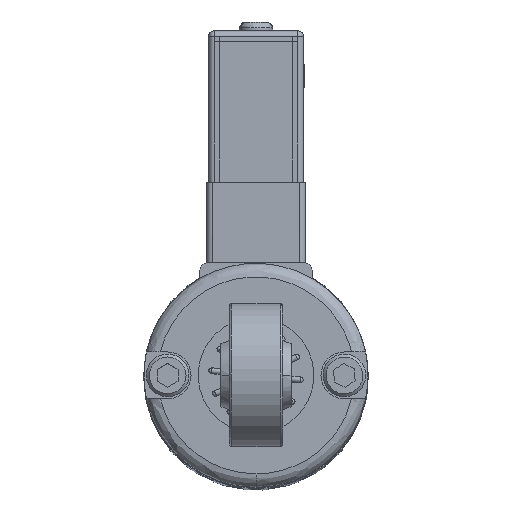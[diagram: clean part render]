
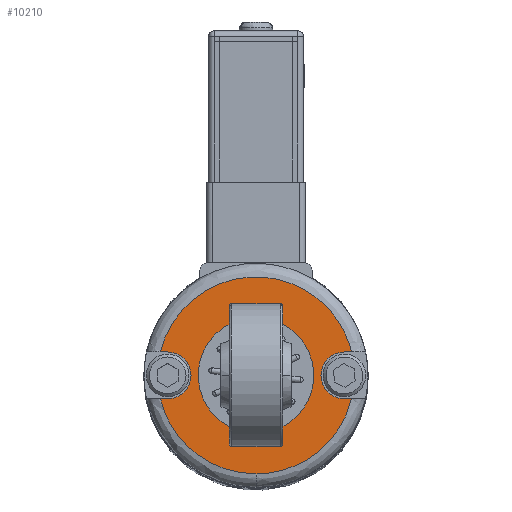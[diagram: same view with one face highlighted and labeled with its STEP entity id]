
A CAD part, top view. The second image highlights one B-rep face of the part: STEP entity #10210.
In plain terms, the highlighted planar face has unit normal (0, 0, 1).
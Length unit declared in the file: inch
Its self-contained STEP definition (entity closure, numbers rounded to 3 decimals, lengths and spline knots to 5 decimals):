
#308 = CARTESIAN_POINT ( 'NONE',  ( 0.58661, -0.15551, 4.48819 ) ) ;
#462 = CARTESIAN_POINT ( 'NONE',  ( -0.58661, 0., 4.48819 ) ) ;
#941 = CARTESIAN_POINT ( 'NONE',  ( 0., 0., 4.48819 ) ) ;
#1164 = CARTESIAN_POINT ( 'NONE',  ( -0.55998, -0.46079, 4.48819 ) ) ;
#1307 = DIRECTION ( 'NONE',  ( 0., 0., -1. ) ) ;
#1377 = DIRECTION ( 'NONE',  ( 1., 0., 0. ) ) ;
#1532 = EDGE_CURVE ( 'NONE', #8339, #4853, #6467, .T. ) ;
#1791 = CARTESIAN_POINT ( 'NONE',  ( -0.03923, -0.38185, 4.48819 ) ) ;
#1829 = DIRECTION ( 'NONE',  ( 0., 0., 1. ) ) ;
#1851 = CARTESIAN_POINT ( 'NONE',  ( -0.63477, -0.15551, 4.48819 ) ) ;
#2010 = CARTESIAN_POINT ( 'NONE',  ( -0.58661, -0.15551, 4.48819 ) ) ;
#2255 = CIRCLE ( 'NONE', #4135, 0.15551 ) ;
#2478 = AXIS2_PLACEMENT_3D ( 'NONE', #17607, #1307, #15951 ) ;
#2556 = VERTEX_POINT ( 'NONE', #15016 ) ;
#2617 = CARTESIAN_POINT ( 'NONE',  ( -0.58661, 0.15551, 4.48819 ) ) ;
#3297 = VERTEX_POINT ( 'NONE', #14380 ) ;
#3385 = EDGE_CURVE ( 'NONE', #21627, #9480, #9743, .T. ) ;
#4135 = AXIS2_PLACEMENT_3D ( 'NONE', #462, #7661, #9092 ) ;
#4341 = VECTOR ( 'NONE', #22957, 39.37008 ) ;
#4408 = CARTESIAN_POINT ( 'NONE',  ( 0.64239, 0.15551, 4.48819 ) ) ;
#4853 = VERTEX_POINT ( 'NONE', #2010 ) ;
#4915 = AXIS2_PLACEMENT_3D ( 'NONE', #21575, #1829, #18266 ) ;
#5244 = VECTOR ( 'NONE', #13872, 39.37008 ) ;
#5296 = ORIENTED_EDGE ( 'NONE', *, *, #19174, .T. ) ;
#5412 = VECTOR ( 'NONE', #1377, 39.37008 ) ;
#5789 = DIRECTION ( 'NONE',  ( -0.102, -0.995, 0. ) ) ;
#6198 = EDGE_CURVE ( 'NONE', #2556, #8339, #12503, .T. ) ;
#6228 = AXIS2_PLACEMENT_3D ( 'NONE', #941, #14790, #5789 ) ;
#6242 = VERTEX_POINT ( 'NONE', #18885 ) ;
#6467 = LINE ( 'NONE', #20874, #5412 ) ;
#6958 = CARTESIAN_POINT ( 'NONE',  ( 0.63477, -0.15551, 4.48819 ) ) ;
#7213 = VERTEX_POINT ( 'NONE', #20629 ) ;
#7328 = ORIENTED_EDGE ( 'NONE', *, *, #18887, .F. ) ;
#7361 = CIRCLE ( 'NONE', #6228, 0.38386 ) ;
#7661 = DIRECTION ( 'NONE',  ( 0., 0., -1. ) ) ;
#8339 = VERTEX_POINT ( 'NONE', #1851 ) ;
#8439 = LINE ( 'NONE', #15653, #5244 ) ;
#8747 = EDGE_LOOP ( 'NONE', ( #16488 ) ) ;
#9092 = DIRECTION ( 'NONE',  ( 0., 1., 0. ) ) ;
#9307 = ORIENTED_EDGE ( 'NONE', *, *, #6198, .F. ) ;
#9480 = VERTEX_POINT ( 'NONE', #308 ) ;
#9536 =( BOUNDED_CURVE ( )  B_SPLINE_CURVE ( 3, ( #9699, #15025, #22571, #22453 ),
 .UNSPECIFIED., .F., .T. ) 
 B_SPLINE_CURVE_WITH_KNOTS ( ( 4, 4 ),
 ( 0., 1. ),
 .UNSPECIFIED. ) 
 CURVE ( )  GEOMETRIC_REPRESENTATION_ITEM ( )  RATIONAL_B_SPLINE_CURVE ( ( 0.922, 0.454, 0.454, 0.922 ) ) 
 REPRESENTATION_ITEM ( '' )  );
#9699 = CARTESIAN_POINT ( 'NONE',  ( -0.63477, 0.15551, 4.48819 ) ) ;
#9743 = LINE ( 'NONE', #11635, #12322 ) ;
#10210 = ADVANCED_FACE ( 'NONE', ( #19260, #12172 ), #19603, .F. ) ;
#11635 = CARTESIAN_POINT ( 'NONE',  ( 0.72766, -0.15551, 4.48819 ) ) ;
#11816 =( BOUNDED_CURVE ( )  B_SPLINE_CURVE ( 3, ( #19313, #14231, #15775, #19534 ),
 .UNSPECIFIED., .F., .T. ) 
 B_SPLINE_CURVE_WITH_KNOTS ( ( 4, 4 ),
 ( 0., 1. ),
 .UNSPECIFIED. ) 
 CURVE ( )  GEOMETRIC_REPRESENTATION_ITEM ( )  RATIONAL_B_SPLINE_CURVE ( ( 0.944, 0.813, 0.817, 0.957 ) ) 
 REPRESENTATION_ITEM ( '' )  );
#12172 = FACE_OUTER_BOUND ( 'NONE', #19352, .T. ) ;
#12322 = VECTOR ( 'NONE', #20614, 39.37008 ) ;
#12503 =( BOUNDED_CURVE ( )  B_SPLINE_CURVE ( 3, ( #14323, #22659, #1164, #13570 ),
 .UNSPECIFIED., .F., .T. ) 
 B_SPLINE_CURVE_WITH_KNOTS ( ( 4, 4 ),
 ( 0., 1. ),
 .UNSPECIFIED. ) 
 CURVE ( )  GEOMETRIC_REPRESENTATION_ITEM ( )  RATIONAL_B_SPLINE_CURVE ( ( 0.957, 0.817, 0.813, 0.944 ) ) 
 REPRESENTATION_ITEM ( '' )  );
#13570 = CARTESIAN_POINT ( 'NONE',  ( -0.63477, -0.15551, 4.48819 ) ) ;
#13872 = DIRECTION ( 'NONE',  ( 1., 0., 0. ) ) ;
#14231 = CARTESIAN_POINT ( 'NONE',  ( 0.55998, -0.46079, 4.48819 ) ) ;
#14323 = CARTESIAN_POINT ( 'NONE',  ( 0., -0.65354, 4.48819 ) ) ;
#14380 = CARTESIAN_POINT ( 'NONE',  ( 0.58661, 0.15551, 4.48819 ) ) ;
#14605 = ORIENTED_EDGE ( 'NONE', *, *, #1532, .F. ) ;
#14790 = DIRECTION ( 'NONE',  ( 0., 0., 1. ) ) ;
#15016 = CARTESIAN_POINT ( 'NONE',  ( 0., -0.65354, 4.48819 ) ) ;
#15025 = CARTESIAN_POINT ( 'NONE',  ( -0.43009, 0.99099, 4.48819 ) ) ;
#15392 = EDGE_CURVE ( 'NONE', #17267, #4853, #2255, .T. ) ;
#15653 = CARTESIAN_POINT ( 'NONE',  ( -0.72766, 0.15551, 4.48819 ) ) ;
#15775 = CARTESIAN_POINT ( 'NONE',  ( 0.31272, -0.65354, 4.48819 ) ) ;
#15906 = ORIENTED_EDGE ( 'NONE', *, *, #15392, .T. ) ;
#15951 = DIRECTION ( 'NONE',  ( 0., -1., 0. ) ) ;
#16488 = ORIENTED_EDGE ( 'NONE', *, *, #17515, .F. ) ;
#16688 = ORIENTED_EDGE ( 'NONE', *, *, #3385, .T. ) ;
#17267 = VERTEX_POINT ( 'NONE', #2617 ) ;
#17515 = EDGE_CURVE ( 'NONE', #17991, #17991, #7361, .T. ) ;
#17607 = CARTESIAN_POINT ( 'NONE',  ( 0.64239, 0.66139, 4.48819 ) ) ;
#17866 = EDGE_CURVE ( 'NONE', #6242, #3297, #20611, .T. ) ;
#17991 = VERTEX_POINT ( 'NONE', #1791 ) ;
#18266 = DIRECTION ( 'NONE',  ( 0., 1., 0. ) ) ;
#18885 = CARTESIAN_POINT ( 'NONE',  ( 0.63477, 0.15551, 4.48819 ) ) ;
#18887 = EDGE_CURVE ( 'NONE', #3297, #9480, #21526, .T. ) ;
#19174 = EDGE_CURVE ( 'NONE', #7213, #17267, #8439, .T. ) ;
#19260 = FACE_BOUND ( 'NONE', #8747, .T. ) ;
#19276 = ORIENTED_EDGE ( 'NONE', *, *, #17866, .F. ) ;
#19299 = EDGE_CURVE ( 'NONE', #7213, #6242, #9536, .T. ) ;
#19313 = CARTESIAN_POINT ( 'NONE',  ( 0.63477, -0.15551, 4.48819 ) ) ;
#19352 = EDGE_LOOP ( 'NONE', ( #21502, #16688, #7328, #19276, #20310, #5296, #15906, #14605, #9307 ) ) ;
#19534 = CARTESIAN_POINT ( 'NONE',  ( 0., -0.65354, 4.48819 ) ) ;
#19603 = PLANE ( 'NONE',  #2478 ) ;
#20310 = ORIENTED_EDGE ( 'NONE', *, *, #19299, .F. ) ;
#20611 = LINE ( 'NONE', #4408, #4341 ) ;
#20614 = DIRECTION ( 'NONE',  ( -1., 0., 0. ) ) ;
#20629 = CARTESIAN_POINT ( 'NONE',  ( -0.63477, 0.15551, 4.48819 ) ) ;
#20874 = CARTESIAN_POINT ( 'NONE',  ( 0.64239, -0.15551, 4.48819 ) ) ;
#21030 = EDGE_CURVE ( 'NONE', #21627, #2556, #11816, .T. ) ;
#21502 = ORIENTED_EDGE ( 'NONE', *, *, #21030, .F. ) ;
#21526 = CIRCLE ( 'NONE', #4915, 0.15551 ) ;
#21575 = CARTESIAN_POINT ( 'NONE',  ( 0.58661, 0., 4.48819 ) ) ;
#21627 = VERTEX_POINT ( 'NONE', #6958 ) ;
#22453 = CARTESIAN_POINT ( 'NONE',  ( 0.63477, 0.15551, 4.48819 ) ) ;
#22571 = CARTESIAN_POINT ( 'NONE',  ( 0.43009, 0.99099, 4.48819 ) ) ;
#22659 = CARTESIAN_POINT ( 'NONE',  ( -0.31272, -0.65354, 4.48819 ) ) ;
#22957 = DIRECTION ( 'NONE',  ( -1., 0., 0. ) ) ;
